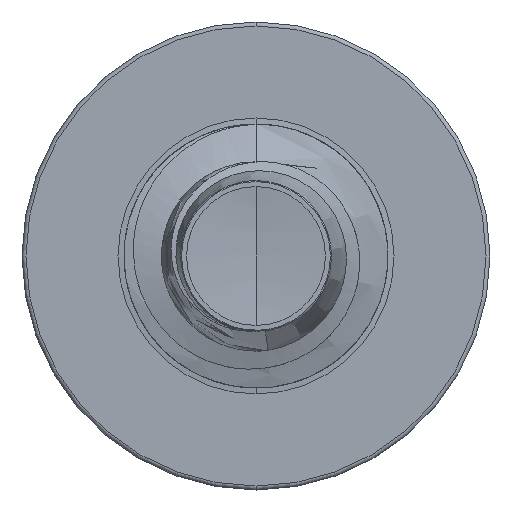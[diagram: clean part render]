
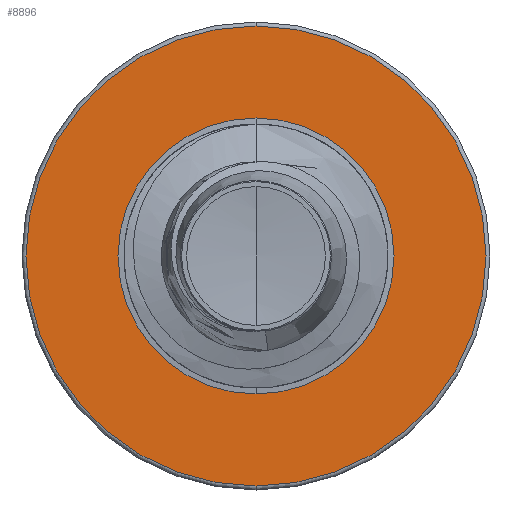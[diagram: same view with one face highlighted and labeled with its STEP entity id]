
A CAD part, front view. The second image highlights one B-rep face of the part: STEP entity #8896.
In plain terms, the highlighted planar face has unit normal (0, -1, 0).
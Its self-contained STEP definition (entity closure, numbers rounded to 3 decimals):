
#954 = CARTESIAN_POINT ( 'NONE',  ( 0., 11., -1.917 ) ) ;
#1177 = EDGE_LOOP ( 'NONE', ( #18896, #23493 ) ) ;
#2373 = CARTESIAN_POINT ( 'NONE',  ( 0., 11., 1.917 ) ) ;
#3530 = CARTESIAN_POINT ( 'NONE',  ( 0., 11., 1.15 ) ) ;
#5331 = CIRCLE ( 'NONE', #7701, 1.917 ) ;
#5348 = DIRECTION ( 'NONE',  ( 0., 0., 1. ) ) ;
#5381 = DIRECTION ( 'NONE',  ( 0., 1., 0. ) ) ;
#5412 = CARTESIAN_POINT ( 'NONE',  ( 0., 11., 0. ) ) ;
#5498 = DIRECTION ( 'NONE',  ( 0., 0., 1. ) ) ;
#5530 = DIRECTION ( 'NONE',  ( 0., 1., 0. ) ) ;
#5534 = CARTESIAN_POINT ( 'NONE',  ( 0., 11., 0. ) ) ;
#5828 = FACE_BOUND ( 'NONE', #1177, .T. ) ;
#6366 = DIRECTION ( 'NONE',  ( 0., 1., 0. ) ) ;
#6510 = AXIS2_PLACEMENT_3D ( 'NONE', #18713, #6366, #20519 ) ;
#7411 = AXIS2_PLACEMENT_3D ( 'NONE', #5412, #5381, #5348 ) ;
#7466 = AXIS2_PLACEMENT_3D ( 'NONE', #5534, #5530, #5498 ) ;
#7701 = AXIS2_PLACEMENT_3D ( 'NONE', #17653, #17626, #17622 ) ;
#8288 = ORIENTED_EDGE ( 'NONE', *, *, #19773, .F. ) ;
#8896 = ADVANCED_FACE ( 'NONE', ( #20796, #5828 ), #17429, .F. ) ;
#11226 = VERTEX_POINT ( 'NONE', #3530 ) ;
#11724 = CARTESIAN_POINT ( 'NONE',  ( 0., 11., -1.15 ) ) ;
#11726 = CIRCLE ( 'NONE', #7411, 1.917 ) ;
#12195 = VERTEX_POINT ( 'NONE', #954 ) ;
#14010 = ORIENTED_EDGE ( 'NONE', *, *, #19668, .F. ) ;
#14676 = DIRECTION ( 'NONE',  ( 0., 1., 0. ) ) ;
#14788 = CARTESIAN_POINT ( 'NONE',  ( 0., 11., -1.15 ) ) ;
#15431 = AXIS2_PLACEMENT_3D ( 'NONE', #14788, #14676, #16663 ) ;
#15551 = VERTEX_POINT ( 'NONE', #11724 ) ;
#16663 = DIRECTION ( 'NONE',  ( 0., 0., 1. ) ) ;
#17113 = VERTEX_POINT ( 'NONE', #2373 ) ;
#17429 = PLANE ( 'NONE',  #15431 ) ;
#17622 = DIRECTION ( 'NONE',  ( 0., 0., 1. ) ) ;
#17626 = DIRECTION ( 'NONE',  ( 0., 1., 0. ) ) ;
#17653 = CARTESIAN_POINT ( 'NONE',  ( 0., 11., 0. ) ) ;
#18713 = CARTESIAN_POINT ( 'NONE',  ( 0., 11., 0. ) ) ;
#18896 = ORIENTED_EDGE ( 'NONE', *, *, #20389, .T. ) ;
#19374 = EDGE_LOOP ( 'NONE', ( #8288, #14010 ) ) ;
#19668 = EDGE_CURVE ( 'NONE', #12195, #17113, #5331, .T. ) ;
#19743 = EDGE_CURVE ( 'NONE', #15551, #11226, #25409, .T. ) ;
#19773 = EDGE_CURVE ( 'NONE', #17113, #12195, #11726, .T. ) ;
#20389 = EDGE_CURVE ( 'NONE', #11226, #15551, #26128, .T. ) ;
#20519 = DIRECTION ( 'NONE',  ( 0., 0., 1. ) ) ;
#20796 = FACE_OUTER_BOUND ( 'NONE', #19374, .T. ) ;
#23493 = ORIENTED_EDGE ( 'NONE', *, *, #19743, .T. ) ;
#25409 = CIRCLE ( 'NONE', #7466, 1.15 ) ;
#26128 = CIRCLE ( 'NONE', #6510, 1.15 ) ;
